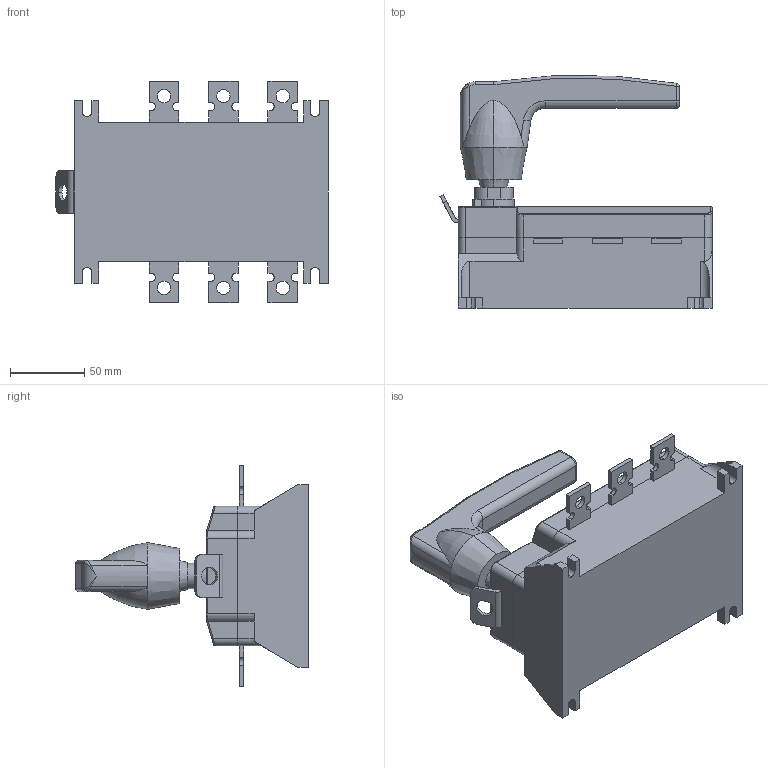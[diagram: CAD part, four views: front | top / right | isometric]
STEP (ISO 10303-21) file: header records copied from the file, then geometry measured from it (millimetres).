
FILE_DESCRIPTION (( 'STEP AP214' ), '1' );
FILE_NAME ('Âûêëþ÷àòåëü-ðàçúåäèíèòåëü ÂÐÝ 160À.STEP', '2018-03-06T10:53:35', ( '' ), ( '' ), 'SwSTEP 2.0', 'SolidWorks 2017', '' );
FILE_SCHEMA (( 'AUTOMOTIVE_DESIGN' ));
Length unit declared in the file: millimetre
Products named in the file (1): Âûêëþ÷àòåëü-ðàçúåäèíèòåëü ÂÐÝ 160À
Bounding box: 183.22 x 156.61 x 149 mm (x, y, z)
Volume: 1196919.2 mm3; surface area: 128822.9 mm2
Topology: 4 solids, 4 shells, 418 faces, 1109 edges, 722 vertices
Faces by surface type: plane 238, cylinder 85, bspline 75, torus 14, cone 4, sphere 2
Entity records: 17412 total; most frequent: CARTESIAN_POINT 4953, ORIENTED_EDGE 2210, DIRECTION 1800, EDGE_CURVE 1105, VECTOR 746, LINE 746, VERTEX_POINT 722, AXIS2_PLACEMENT_3D 527
